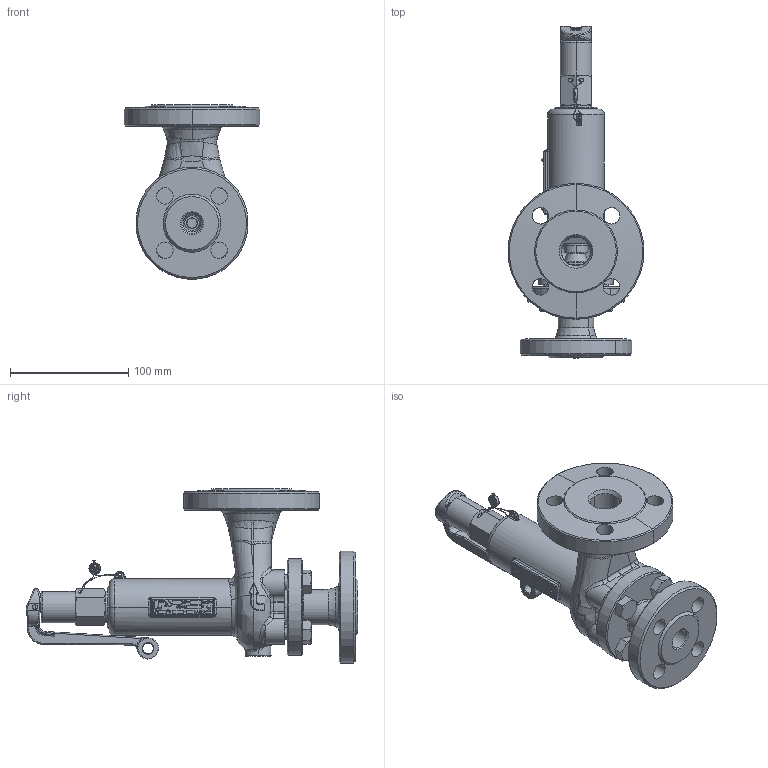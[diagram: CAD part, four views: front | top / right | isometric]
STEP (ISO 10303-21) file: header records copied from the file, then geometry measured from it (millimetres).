
FILE_DESCRIPTION (( 'STEP AP214' ), '1' );
FILE_NAME ('Typ 32 BG I-A_D015I-D025I.STEP', '2014-10-16T08:33:00', ( '' ), ( '' ), 'SwSTEP 2.0', 'SolidWorks 2012', '' );
FILE_SCHEMA (( 'AUTOMOTIVE_DESIGN' ));
Length unit declared in the file: millimetre
Products named in the file (1): Typ 32 BG I-A_D015I-D025I
Bounding box: 115 x 280.7 x 147.32 mm (x, y, z)
Volume: 597710.6 mm3; surface area: 174019.8 mm2
Topology: 18 solids, 18 shells, 1969 faces, 4831 edges, 2997 vertices
Faces by surface type: bspline 625, plane 595, cylinder 371, torus 202, cone 168, sphere 8
Entity records: 110801 total; most frequent: CARTESIAN_POINT 47238, ORIENTED_EDGE 9614, DIRECTION 7118, EDGE_CURVE 4807, VERTEX_POINT 2997, AXIS2_PLACEMENT_3D 2618, EDGE_LOOP 2154, UNCERTAINTY_MEASURE_WITH_UNIT 1989
